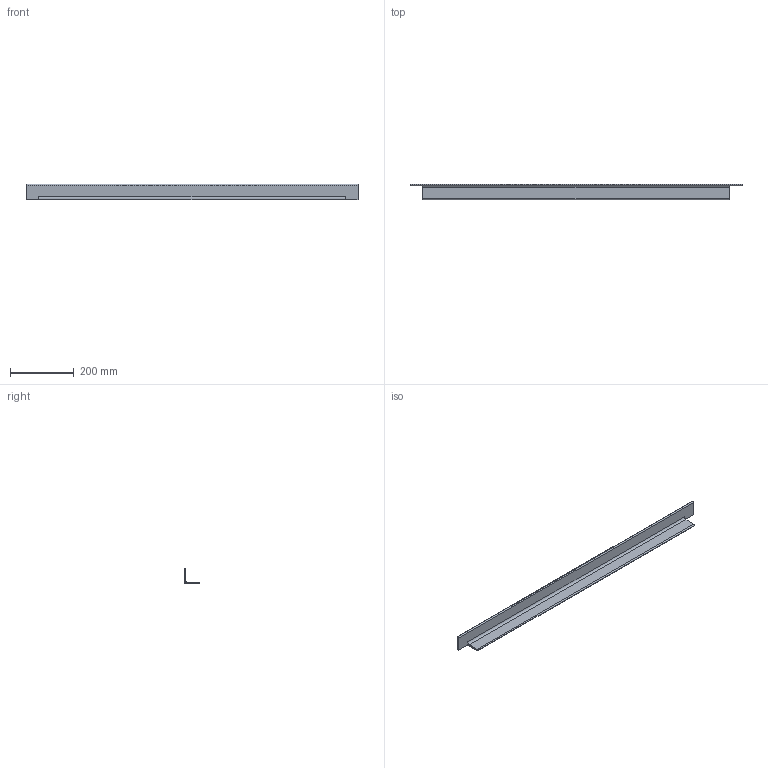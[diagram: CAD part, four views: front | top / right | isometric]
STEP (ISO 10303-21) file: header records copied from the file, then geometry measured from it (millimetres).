
FILE_DESCRIPTION(('CoCreate Modeling STEP Export'),'2;1');
FILE_NAME('b10.stp','2011-05-24T 9:17:52',(''),(''),'CoCreate Modeling STEP processor for AP214 (Solid Model)','CoCreate Modeling 18.0P1120 20-Nov-2010 (C) Parametric Technology GmbH','');
FILE_SCHEMA(('AUTOMOTIVE_DESIGN { 1 0 10303 214 1 1 1 1 }'));
Length unit declared in the file: millimetre
Products named in the file (4): 5093082-4090.PRT; 5093082-4420.ASM; PART2_5093082.stp; p1
Assembly tree (2 placements, depth 3):
  PART2_5093082.stp
    5093082-4420.ASM
      5093082-4090.PRT
  p1
Bounding box: 1040 x 50 x 50 mm (x, y, z)
Volume: 480837.1 mm3; surface area: 195871.8 mm2
Topology: 1 solids, 1 shells, 13 faces, 33 edges, 22 vertices
Faces by surface type: plane 10, cylinder 3
Entity records: 476 total; most frequent: CARTESIAN_POINT 71, DIRECTION 71, ORIENTED_EDGE 66, EDGE_CURVE 33, VECTOR 27, LINE 27, AXIS2_PLACEMENT_3D 22, VERTEX_POINT 22
